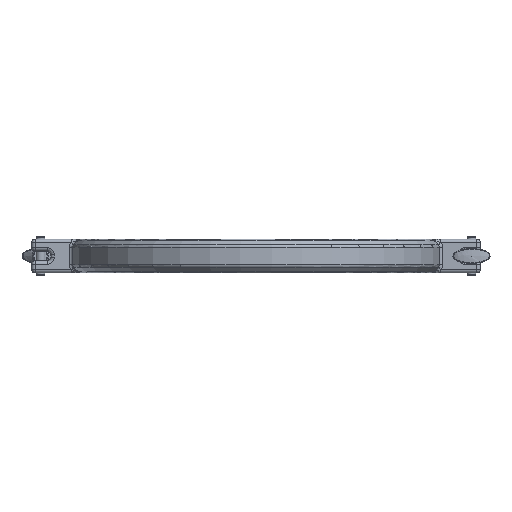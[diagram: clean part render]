
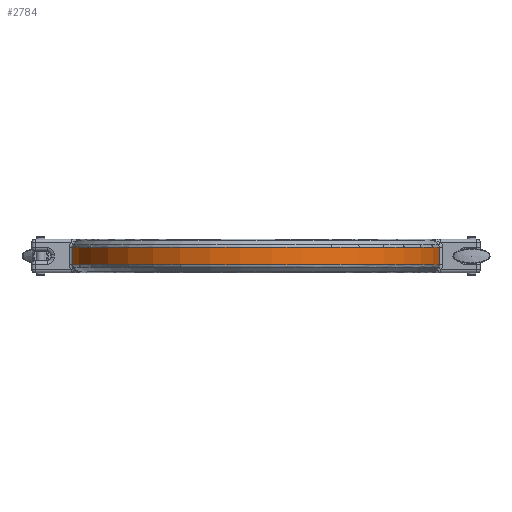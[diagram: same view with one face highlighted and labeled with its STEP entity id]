
A CAD part, front view. The second image highlights one B-rep face of the part: STEP entity #2784.
In plain terms, the highlighted cylindrical face has radius 171.45 mm (diameter 342.9 mm), a partial arc.
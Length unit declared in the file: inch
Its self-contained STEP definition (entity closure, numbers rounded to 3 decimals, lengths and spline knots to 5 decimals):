
#143=CYLINDRICAL_SURFACE('',#3178,6.75);
#254=LINE('',#5949,#359);
#255=LINE('',#6055,#360);
#359=VECTOR('',#3907,0.62645);
#360=VECTOR('',#3926,0.62645);
#563=FACE_OUTER_BOUND('',#758,.T.);
#758=EDGE_LOOP('',(#2421,#2422,#2423,#2424));
#1069=CIRCLE('',#3177,6.75);
#1070=CIRCLE('',#3179,6.75);
#1279=VERTEX_POINT('',#5940);
#1280=VERTEX_POINT('',#5947);
#1283=VERTEX_POINT('',#6046);
#1284=VERTEX_POINT('',#6053);
#1655=EDGE_CURVE('',#1280,#1279,#254,.T.);
#1666=EDGE_CURVE('',#1284,#1283,#255,.T.);
#1671=EDGE_CURVE('',#1279,#1284,#1069,.T.);
#1672=EDGE_CURVE('',#1283,#1280,#1070,.T.);
#2421=ORIENTED_EDGE('',*,*,#1655,.F.);
#2422=ORIENTED_EDGE('',*,*,#1672,.F.);
#2423=ORIENTED_EDGE('',*,*,#1666,.F.);
#2424=ORIENTED_EDGE('',*,*,#1671,.F.);
#2784=ADVANCED_FACE('',(#563),#143,.T.);
#3177=AXIS2_PLACEMENT_3D('',#6105,#3937,#3938);
#3178=AXIS2_PLACEMENT_3D('',#6106,#3939,#3940);
#3179=AXIS2_PLACEMENT_3D('',#6107,#3941,#3942);
#3907=DIRECTION('',(0.,0.,-1.));
#3926=DIRECTION('',(0.,0.,1.));
#3937=DIRECTION('center_axis',(0.,0.,-1.));
#3938=DIRECTION('ref_axis',(0.,-1.,0.));
#3939=DIRECTION('center_axis',(0.,0.,1.));
#3940=DIRECTION('ref_axis',(0.993,0.117,0.));
#3941=DIRECTION('center_axis',(0.,0.,1.));
#3942=DIRECTION('ref_axis',(0.,-1.,0.));
#5940=CARTESIAN_POINT('',(14.87745,-0.89836,0.30178));
#5947=CARTESIAN_POINT('',(14.87745,-0.89836,0.92822));
#5949=CARTESIAN_POINT('',(14.87745,-0.89836,0.));
#6046=CARTESIAN_POINT('',(1.49755,-0.89836,0.92822));
#6053=CARTESIAN_POINT('',(1.49755,-0.89836,0.30178));
#6055=CARTESIAN_POINT('',(1.49755,-0.89836,0.));
#6105=CARTESIAN_POINT('Origin',(8.1875,0.,0.30178));
#6106=CARTESIAN_POINT('Origin',(8.1875,0.,0.));
#6107=CARTESIAN_POINT('Origin',(8.1875,0.,0.92822));
